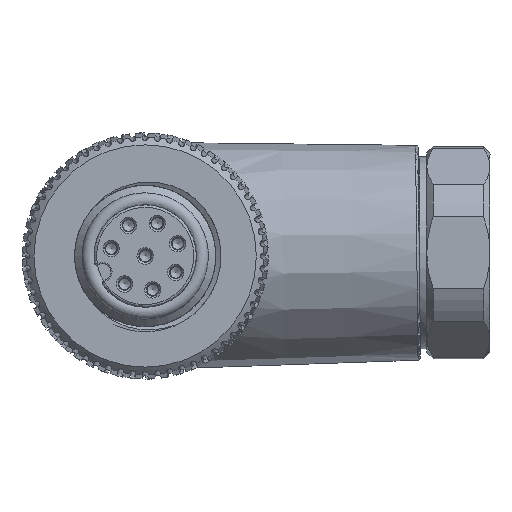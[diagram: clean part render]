
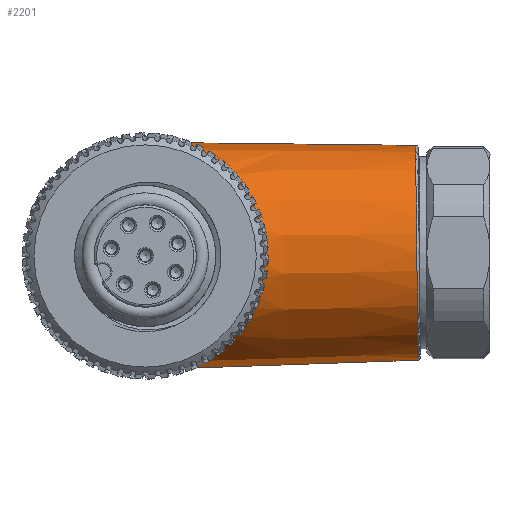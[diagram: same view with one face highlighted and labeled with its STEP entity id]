
A CAD part, left-side view. The second image highlights one B-rep face of the part: STEP entity #2201.
In plain terms, the highlighted conical face has half-angle 1.321 degrees and reference radius 8.994 mm.
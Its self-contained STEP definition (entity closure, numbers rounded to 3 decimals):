
#116=CONICAL_SURFACE('',#10099,8.994,1.321);
#461=FACE_OUTER_BOUND('',#3488,.T.);
#970=LINE('',#14864,#1548);
#971=LINE('',#14866,#1549);
#972=LINE('',#14867,#1550);
#973=LINE('',#14869,#1551);
#1548=VECTOR('',#11303,1.);
#1549=VECTOR('',#11304,1.);
#1550=VECTOR('',#11305,1.);
#1551=VECTOR('',#11306,1.);
#2201=ADVANCED_FACE('',(#461),#116,.T.);
#3042=B_SPLINE_CURVE_WITH_KNOTS('',3,(#14821,#14822,#14823,#14824,#14825,
#14826,#14827,#14828,#14829,#14830,#14831,#14832,#14833,#14834,#14835,#14836),
 .UNSPECIFIED.,.F.,.F.,(4,2,2,2,2,2,2,4),(0.,0.25,0.5,0.75,
0.875,0.938,0.969,1.),.UNSPECIFIED.);
#3043=B_SPLINE_CURVE_WITH_KNOTS('',3,(#14844,#14845,#14846,#14847,#14848,
#14849,#14850,#14851,#14852,#14853,#14854,#14855,#14856,#14857,#14858,#14859),
 .UNSPECIFIED.,.F.,.F.,(4,2,2,2,2,2,2,4),(0.,0.031,0.062,
0.125,0.25,0.5,0.75,1.),.UNSPECIFIED.);
#3488=EDGE_LOOP('',(#4190,#4191,#4192,#4193,#4194,#4195,#4196,#4197));
#4190=ORIENTED_EDGE('',*,*,#8114,.T.);
#4191=ORIENTED_EDGE('',*,*,#8087,.T.);
#4192=ORIENTED_EDGE('',*,*,#8115,.T.);
#4193=ORIENTED_EDGE('',*,*,#8116,.T.);
#4194=ORIENTED_EDGE('',*,*,#8108,.F.);
#4195=ORIENTED_EDGE('',*,*,#8112,.F.);
#4196=ORIENTED_EDGE('',*,*,#8117,.T.);
#4197=ORIENTED_EDGE('',*,*,#8118,.F.);
#7106=VERTEX_POINT('',#14765);
#7107=VERTEX_POINT('',#14766);
#7126=VERTEX_POINT('',#14820);
#7127=VERTEX_POINT('',#14837);
#7129=VERTEX_POINT('',#14843);
#7130=VERTEX_POINT('',#14863);
#7131=VERTEX_POINT('',#14865);
#7132=VERTEX_POINT('',#14868);
#8087=EDGE_CURVE('',#7106,#7107,#9547,.T.);
#8108=EDGE_CURVE('',#7126,#7127,#3042,.T.);
#8112=EDGE_CURVE('',#7129,#7126,#3043,.T.);
#8114=EDGE_CURVE('',#7130,#7106,#9564,.T.);
#8115=EDGE_CURVE('',#7107,#7131,#970,.T.);
#8116=EDGE_CURVE('',#7131,#7127,#971,.T.);
#8117=EDGE_CURVE('',#7129,#7132,#972,.T.);
#8118=EDGE_CURVE('',#7130,#7132,#973,.T.);
#9547=CIRCLE('',#10076,8.505);
#9564=CIRCLE('',#10098,8.505);
#10076=AXIS2_PLACEMENT_3D('',#14764,#11253,#11254);
#10098=AXIS2_PLACEMENT_3D('',#14862,#11301,#11302);
#10099=AXIS2_PLACEMENT_3D('',#14870,#11307,#11308);
#11253=DIRECTION('',(0.,1.,-0.012));
#11254=DIRECTION('',(0.,0.012,1.));
#11301=DIRECTION('',(0.,1.,-0.012));
#11302=DIRECTION('',(0.,0.012,1.));
#11303=DIRECTION('',(0.,1.,0.011));
#11304=DIRECTION('',(0.,1.,0.011));
#11305=DIRECTION('',(0.,-0.999,0.035));
#11306=DIRECTION('',(0.,0.999,-0.035));
#11307=DIRECTION('',(0.,1.,-0.012));
#11308=DIRECTION('',(0.,-0.012,-1.));
#14764=CARTESIAN_POINT('',(31.9,-21.503,0.253));
#14765=CARTESIAN_POINT('',(31.805,-21.603,-8.25));
#14766=CARTESIAN_POINT('',(31.9,-21.403,8.757));
#14820=CARTESIAN_POINT('',(23.107,-8.999,0.106));
#14821=CARTESIAN_POINT('',(23.107,-8.999,0.106));
#14822=CARTESIAN_POINT('',(23.107,-8.983,1.521));
#14823=CARTESIAN_POINT('',(23.451,-8.623,2.88));
#14824=CARTESIAN_POINT('',(24.573,-7.474,5.175));
#14825=CARTESIAN_POINT('',(25.33,-6.707,6.105));
#14826=CARTESIAN_POINT('',(27.016,-5.005,7.564));
#14827=CARTESIAN_POINT('',(27.923,-4.092,8.081));
#14828=CARTESIAN_POINT('',(29.359,-2.654,8.615));
#14829=CARTESIAN_POINT('',(29.846,-2.166,8.75));
#14830=CARTESIAN_POINT('',(30.586,-1.43,8.889));
#14831=CARTESIAN_POINT('',(30.833,-1.184,8.925));
#14832=CARTESIAN_POINT('',(31.209,-0.818,8.964));
#14833=CARTESIAN_POINT('',(31.335,-0.696,8.974));
#14834=CARTESIAN_POINT('',(31.593,-0.46,8.989));
#14835=CARTESIAN_POINT('',(31.718,-0.294,8.995));
#14836=CARTESIAN_POINT('',(31.9,-0.294,8.995));
#14837=CARTESIAN_POINT('',(31.9,-0.294,8.995));
#14843=CARTESIAN_POINT('',(31.9,-0.506,-8.986));
#14844=CARTESIAN_POINT('',(31.9,-0.506,-8.986));
#14845=CARTESIAN_POINT('',(31.721,-0.506,-8.986));
#14846=CARTESIAN_POINT('',(31.595,-0.67,-8.976));
#14847=CARTESIAN_POINT('',(31.337,-0.906,-8.955));
#14848=CARTESIAN_POINT('',(31.211,-1.027,-8.942));
#14849=CARTESIAN_POINT('',(30.835,-1.393,-8.895));
#14850=CARTESIAN_POINT('',(30.588,-1.637,-8.853));
#14851=CARTESIAN_POINT('',(29.851,-2.367,-8.697));
#14852=CARTESIAN_POINT('',(29.366,-2.848,-8.553));
#14853=CARTESIAN_POINT('',(27.93,-4.275,-7.986));
#14854=CARTESIAN_POINT('',(27.019,-5.179,-7.444));
#14855=CARTESIAN_POINT('',(25.345,-6.834,-5.96));
#14856=CARTESIAN_POINT('',(24.582,-7.586,-5.012));
#14857=CARTESIAN_POINT('',(23.451,-8.689,-2.678));
#14858=CARTESIAN_POINT('',(23.107,-9.016,-1.31));
#14859=CARTESIAN_POINT('',(23.107,-8.999,0.106));
#14862=CARTESIAN_POINT('',(31.9,-21.503,0.253));
#14863=CARTESIAN_POINT('',(31.9,-21.603,-8.25));
#14864=CARTESIAN_POINT('',(31.9,-0.167,8.997));
#14865=CARTESIAN_POINT('',(31.9,-3.149,8.963));
#14866=CARTESIAN_POINT('',(31.9,-10.849,8.876));
#14867=CARTESIAN_POINT('',(31.9,-11.055,-8.618));
#14868=CARTESIAN_POINT('',(31.9,-3.359,-8.886));
#14869=CARTESIAN_POINT('',(31.9,-0.379,-8.99));
#14870=CARTESIAN_POINT('',(31.9,-0.273,0.003));
